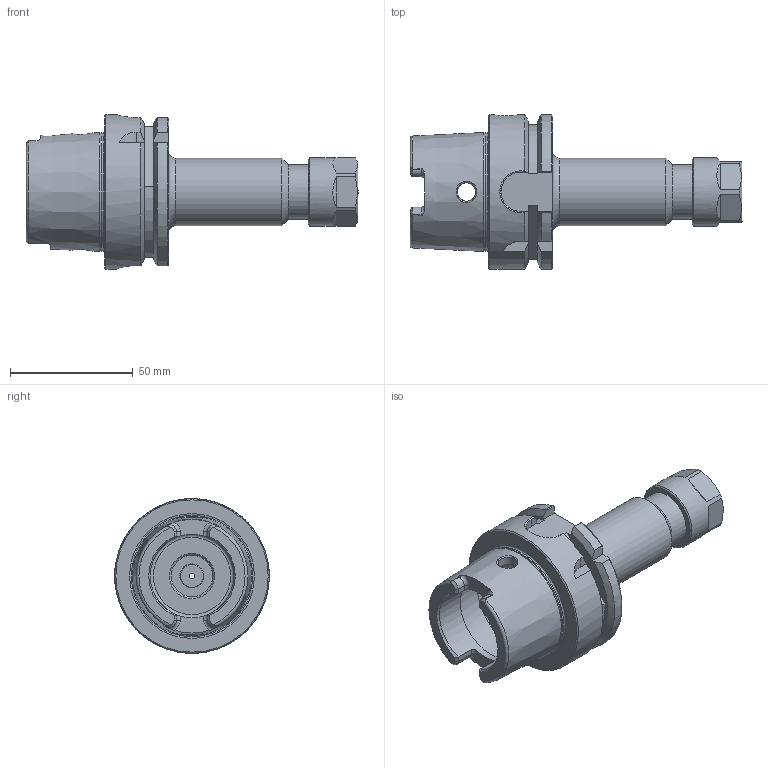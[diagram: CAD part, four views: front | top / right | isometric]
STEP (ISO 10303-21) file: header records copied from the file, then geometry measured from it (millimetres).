
FILE_DESCRIPTION((''),'2;1');
FILE_NAME('H63-16ER406.stp','2014-08-21T09:44:36',('kaykin'),(''),'Autodesk Inventor 2012','Autodesk Inventor 2012','');
FILE_SCHEMA(('AUTOMOTIVE_DESIGN { 1 0 10303 214 1 1 1 1 }'));
Length unit declared in the file: inch
Products named in the file (5): H63-16ER406; H63-16ER4-1; BS-20; 16ERHPN
Assembly tree (4 placements, depth 3):
  H63-16ER406
    H63-16ER4-1
      H63-16ER4-1
      BS-20
    16ERHPN
Bounding box: 135.12 x 63 x 63 mm (x, y, z)
Volume: 116281.8 mm3; surface area: 35178.2 mm2
Topology: 4 solids, 4 shells, 196 faces, 481 edges, 301 vertices
Faces by surface type: plane 86, cylinder 49, cone 36, torus 18, bspline 7
Full cylindrical faces by diameter (mm): 2.286 x1, 7.5 x2, 9.462 x1, 9.728 x1, 10 x1, 10.973 x1, 11.176 x1, 12.04 x1, 16.002 x1, 16.916 x1, 17.01 x1, 17.112 x1, 17.272 x1, 19.016 x1, 20.066 x1, 20.168 x1, 20.676 x1, 22 x1, 22.428 x1, 27.432 x1, 27.737 x1, 34 x2, 40 x1, 48.041 x1, 63 x1
Entity records: 6305 total; most frequent: CARTESIAN_POINT 1752, DIRECTION 900, ORIENTED_EDGE 810, EDGE_CURVE 405, AXIS2_PLACEMENT_3D 368, VERTEX_POINT 286, EDGE_LOOP 277, FACE_OUTER_BOUND 196
